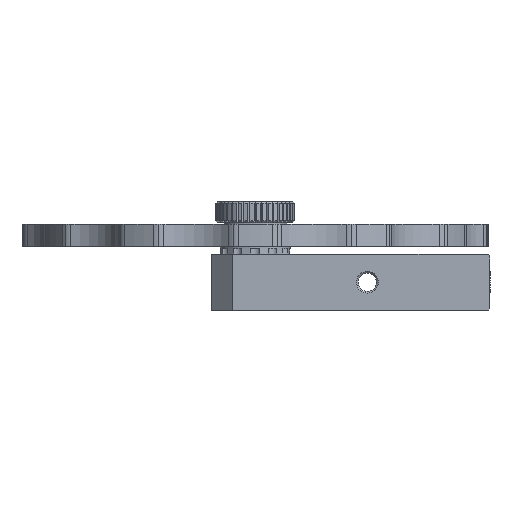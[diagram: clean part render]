
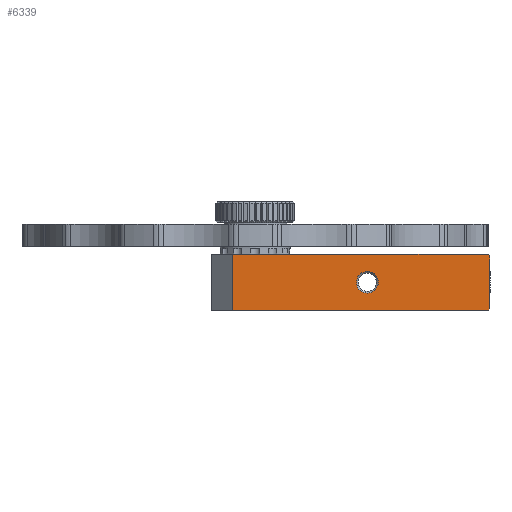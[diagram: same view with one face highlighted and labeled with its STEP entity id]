
A CAD part, front view. The second image highlights one B-rep face of the part: STEP entity #6339.
In plain terms, the highlighted planar face has unit normal (0, -1, 0).
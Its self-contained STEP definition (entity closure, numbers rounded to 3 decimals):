
#81 = AXIS2_PLACEMENT_3D ( 'NONE', #15791, #26081, #16397 ) ;
#110 = VECTOR ( 'NONE', #4959, 1000. ) ;
#338 = CARTESIAN_POINT ( 'NONE',  ( 18.83, -62.046, -22.235 ) ) ;
#590 = VECTOR ( 'NONE', #6322, 1000. ) ;
#961 = EDGE_CURVE ( 'NONE', #17684, #18114, #6385, .T. ) ;
#1081 = CARTESIAN_POINT ( 'NONE',  ( 24.102, -62.046, -14.235 ) ) ;
#1256 = VECTOR ( 'NONE', #8073, 1000. ) ;
#1416 = CARTESIAN_POINT ( 'NONE',  ( -17.498, -62.046, -22.235 ) ) ;
#1973 = FACE_BOUND ( 'NONE', #15222, .T. ) ;
#2047 = CARTESIAN_POINT ( 'NONE',  ( 21.002, -62.046, -14.235 ) ) ;
#2282 = AXIS2_PLACEMENT_3D ( 'NONE', #4074, #12272, #16487 ) ;
#2437 = EDGE_CURVE ( 'NONE', #8933, #18114, #17862, .T. ) ;
#2962 = FACE_OUTER_BOUND ( 'NONE', #24178, .T. ) ;
#3278 = CIRCLE ( 'NONE', #81, 3.1 ) ;
#3933 = DIRECTION ( 'NONE',  ( 0., 0., -1. ) ) ;
#4074 = CARTESIAN_POINT ( 'NONE',  ( 56.002, -62.046, -22.235 ) ) ;
#4365 = DIRECTION ( 'NONE',  ( 0., 0., -1. ) ) ;
#4959 = DIRECTION ( 'NONE',  ( 0.707, 0., -0.707 ) ) ;
#5109 = DIRECTION ( 'NONE',  ( 0., 0., 1. ) ) ;
#5242 = EDGE_CURVE ( 'NONE', #8933, #11365, #9094, .T. ) ;
#6290 = EDGE_CURVE ( 'NONE', #14249, #23402, #3278, .T. ) ;
#6322 = DIRECTION ( 'NONE',  ( -0.707, 0., -0.707 ) ) ;
#6339 = ADVANCED_FACE ( 'NONE', ( #1973, #2962 ), #12098, .T. ) ;
#6385 = LINE ( 'NONE', #338, #24666 ) ;
#6713 = CARTESIAN_POINT ( 'NONE',  ( 55.502, -62.046, -22.235 ) ) ;
#6872 = VECTOR ( 'NONE', #5109, 1000. ) ;
#7142 = LINE ( 'NONE', #25382, #110 ) ;
#7758 = AXIS2_PLACEMENT_3D ( 'NONE', #2047, #8234, #14127 ) ;
#8073 = DIRECTION ( 'NONE',  ( -1., 0., 0. ) ) ;
#8234 = DIRECTION ( 'NONE',  ( 0., 1., 0. ) ) ;
#8546 = DIRECTION ( 'NONE',  ( 1., 0., 0. ) ) ;
#8933 = VERTEX_POINT ( 'NONE', #20336 ) ;
#9059 = CIRCLE ( 'NONE', #17993, 3.1 ) ;
#9094 = LINE ( 'NONE', #12947, #6872 ) ;
#9724 = EDGE_CURVE ( 'NONE', #23402, #22941, #17764, .T. ) ;
#10232 = LINE ( 'NONE', #26207, #23400 ) ;
#10447 = ORIENTED_EDGE ( 'NONE', *, *, #5242, .T. ) ;
#11176 = EDGE_CURVE ( 'NONE', #17700, #11365, #7142, .T. ) ;
#11365 = VERTEX_POINT ( 'NONE', #26155 ) ;
#12098 = PLANE ( 'NONE',  #2282 ) ;
#12272 = DIRECTION ( 'NONE',  ( 0., -1., 0. ) ) ;
#12947 = CARTESIAN_POINT ( 'NONE',  ( 56.002, -62.046, -22.235 ) ) ;
#14127 = DIRECTION ( 'NONE',  ( 0., 0., -1. ) ) ;
#14191 = ORIENTED_EDGE ( 'NONE', *, *, #2437, .F. ) ;
#14249 = VERTEX_POINT ( 'NONE', #17776 ) ;
#14531 = CARTESIAN_POINT ( 'NONE',  ( 55.752, -62.046, -21.985 ) ) ;
#14564 = CARTESIAN_POINT ( 'NONE',  ( -17.498, -62.046, -6.235 ) ) ;
#14768 = EDGE_CURVE ( 'NONE', #22941, #14249, #9059, .T. ) ;
#15222 = EDGE_LOOP ( 'NONE', ( #21064, #18688, #18827 ) ) ;
#15425 = ORIENTED_EDGE ( 'NONE', *, *, #23005, .T. ) ;
#15791 = CARTESIAN_POINT ( 'NONE',  ( 21.002, -62.046, -14.235 ) ) ;
#16046 = CARTESIAN_POINT ( 'NONE',  ( 56.002, -62.046, -6.235 ) ) ;
#16397 = DIRECTION ( 'NONE',  ( 0., 0., -1. ) ) ;
#16487 = DIRECTION ( 'NONE',  ( 0., 0., -1. ) ) ;
#16613 = ORIENTED_EDGE ( 'NONE', *, *, #961, .T. ) ;
#17684 = VERTEX_POINT ( 'NONE', #1416 ) ;
#17700 = VERTEX_POINT ( 'NONE', #17871 ) ;
#17764 = CIRCLE ( 'NONE', #7758, 3.1 ) ;
#17776 = CARTESIAN_POINT ( 'NONE',  ( 17.902, -62.046, -14.235 ) ) ;
#17862 = LINE ( 'NONE', #14531, #590 ) ;
#17871 = CARTESIAN_POINT ( 'NONE',  ( 55.502, -62.046, -6.235 ) ) ;
#17945 = VERTEX_POINT ( 'NONE', #14564 ) ;
#17993 = AXIS2_PLACEMENT_3D ( 'NONE', #20597, #22627, #4365 ) ;
#18114 = VERTEX_POINT ( 'NONE', #6713 ) ;
#18688 = ORIENTED_EDGE ( 'NONE', *, *, #9724, .T. ) ;
#18827 = ORIENTED_EDGE ( 'NONE', *, *, #14768, .T. ) ;
#19894 = ORIENTED_EDGE ( 'NONE', *, *, #22666, .T. ) ;
#20336 = CARTESIAN_POINT ( 'NONE',  ( 56.002, -62.046, -21.735 ) ) ;
#20597 = CARTESIAN_POINT ( 'NONE',  ( 21.002, -62.046, -14.235 ) ) ;
#21064 = ORIENTED_EDGE ( 'NONE', *, *, #6290, .T. ) ;
#22149 = CARTESIAN_POINT ( 'NONE',  ( 21.002, -62.046, -17.335 ) ) ;
#22627 = DIRECTION ( 'NONE',  ( 0., 1., 0. ) ) ;
#22666 = EDGE_CURVE ( 'NONE', #17945, #17684, #10232, .T. ) ;
#22941 = VERTEX_POINT ( 'NONE', #22149 ) ;
#23005 = EDGE_CURVE ( 'NONE', #17700, #17945, #23727, .T. ) ;
#23400 = VECTOR ( 'NONE', #3933, 1000. ) ;
#23402 = VERTEX_POINT ( 'NONE', #1081 ) ;
#23569 = ORIENTED_EDGE ( 'NONE', *, *, #11176, .F. ) ;
#23727 = LINE ( 'NONE', #16046, #1256 ) ;
#24178 = EDGE_LOOP ( 'NONE', ( #19894, #16613, #14191, #10447, #23569, #15425 ) ) ;
#24666 = VECTOR ( 'NONE', #8546, 1000. ) ;
#25382 = CARTESIAN_POINT ( 'NONE',  ( 55.752, -62.046, -6.485 ) ) ;
#26081 = DIRECTION ( 'NONE',  ( 0., 1., 0. ) ) ;
#26155 = CARTESIAN_POINT ( 'NONE',  ( 56.002, -62.046, -6.735 ) ) ;
#26207 = CARTESIAN_POINT ( 'NONE',  ( -17.498, -62.046, -22.235 ) ) ;
